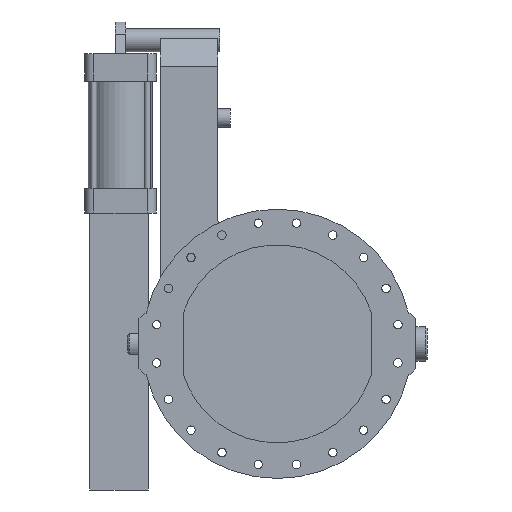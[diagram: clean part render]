
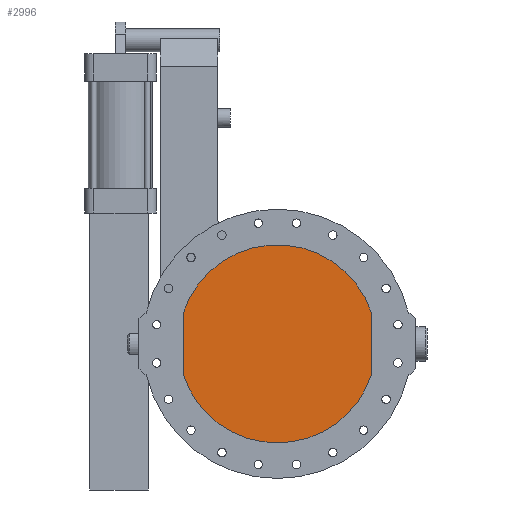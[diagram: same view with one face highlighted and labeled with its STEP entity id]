
A CAD part, front view. The second image highlights one B-rep face of the part: STEP entity #2996.
In plain terms, the highlighted planar face has unit normal (0, -1, 0).
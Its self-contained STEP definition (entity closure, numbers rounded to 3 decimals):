
#55 = CARTESIAN_POINT ( 'NONE',  ( 0., 15., 0. ) ) ;
#63 = CIRCLE ( 'NONE', #2274, 257.5 ) ;
#924 = EDGE_CURVE ( 'NONE', #8419, #7515, #2741, .T. ) ;
#1177 = EDGE_CURVE ( 'NONE', #7515, #7285, #63, .T. ) ;
#1540 = CARTESIAN_POINT ( 'NONE',  ( -244.758, 15., 0. ) ) ;
#1640 = DIRECTION ( 'NONE',  ( 0., -1., 0. ) ) ;
#1673 = DIRECTION ( 'NONE',  ( 0., -1., 0. ) ) ;
#1787 = DIRECTION ( 'NONE',  ( 0., -1., 0. ) ) ;
#1892 = CIRCLE ( 'NONE', #2436, 257.5 ) ;
#1904 = AXIS2_PLACEMENT_3D ( 'NONE', #4113, #1640, #10391 ) ;
#1979 = CARTESIAN_POINT ( 'NONE',  ( -244.758, 15., 80. ) ) ;
#2274 = AXIS2_PLACEMENT_3D ( 'NONE', #55, #7128, #4550 ) ;
#2436 = AXIS2_PLACEMENT_3D ( 'NONE', #7952, #1787, #7909 ) ;
#2741 = CIRCLE ( 'NONE', #1904, 257.5 ) ;
#2996 = ADVANCED_FACE ( 'NONE', ( #10953 ), #9634, .T. ) ;
#3260 = AXIS2_PLACEMENT_3D ( 'NONE', #7872, #1673, #6115 ) ;
#3836 = CARTESIAN_POINT ( 'NONE',  ( 0., 15., -257.5 ) ) ;
#4113 = CARTESIAN_POINT ( 'NONE',  ( 0., 15., 0. ) ) ;
#4550 = DIRECTION ( 'NONE',  ( 0., 0., -1. ) ) ;
#4722 = ORIENTED_EDGE ( 'NONE', *, *, #8675, .T. ) ;
#4980 = ORIENTED_EDGE ( 'NONE', *, *, #1177, .T. ) ;
#5014 = ORIENTED_EDGE ( 'NONE', *, *, #7114, .F. ) ;
#5162 = CARTESIAN_POINT ( 'NONE',  ( -244.758, 15., -80. ) ) ;
#6092 = CARTESIAN_POINT ( 'NONE',  ( 244.758, 15., -80. ) ) ;
#6115 = DIRECTION ( 'NONE',  ( 0., 0., -1. ) ) ;
#6719 = ORIENTED_EDGE ( 'NONE', *, *, #924, .T. ) ;
#6789 = VECTOR ( 'NONE', #8671, 1000. ) ;
#7114 = EDGE_CURVE ( 'NONE', #8846, #7285, #8247, .T. ) ;
#7128 = DIRECTION ( 'NONE',  ( 0., -1., 0. ) ) ;
#7285 = VERTEX_POINT ( 'NONE', #6092 ) ;
#7515 = VERTEX_POINT ( 'NONE', #3836 ) ;
#7685 = EDGE_CURVE ( 'NONE', #8492, #8419, #8305, .T. ) ;
#7872 = CARTESIAN_POINT ( 'NONE',  ( 0., 15., 0. ) ) ;
#7909 = DIRECTION ( 'NONE',  ( 0., 0., -1. ) ) ;
#7952 = CARTESIAN_POINT ( 'NONE',  ( 0., 15., 0. ) ) ;
#8247 = LINE ( 'NONE', #9399, #11149 ) ;
#8305 = LINE ( 'NONE', #1540, #6789 ) ;
#8313 = CARTESIAN_POINT ( 'NONE',  ( 244.758, 15., 80. ) ) ;
#8419 = VERTEX_POINT ( 'NONE', #5162 ) ;
#8492 = VERTEX_POINT ( 'NONE', #1979 ) ;
#8559 = DIRECTION ( 'NONE',  ( 0., 0., -1. ) ) ;
#8671 = DIRECTION ( 'NONE',  ( 0., 0., -1. ) ) ;
#8675 = EDGE_CURVE ( 'NONE', #8846, #8492, #1892, .T. ) ;
#8846 = VERTEX_POINT ( 'NONE', #8313 ) ;
#9399 = CARTESIAN_POINT ( 'NONE',  ( 244.758, 15., 0. ) ) ;
#9634 = PLANE ( 'NONE',  #3260 ) ;
#10391 = DIRECTION ( 'NONE',  ( 0., 0., -1. ) ) ;
#10953 = FACE_OUTER_BOUND ( 'NONE', #11193, .T. ) ;
#11095 = ORIENTED_EDGE ( 'NONE', *, *, #7685, .T. ) ;
#11149 = VECTOR ( 'NONE', #8559, 1000. ) ;
#11193 = EDGE_LOOP ( 'NONE', ( #4722, #11095, #6719, #4980, #5014 ) ) ;
